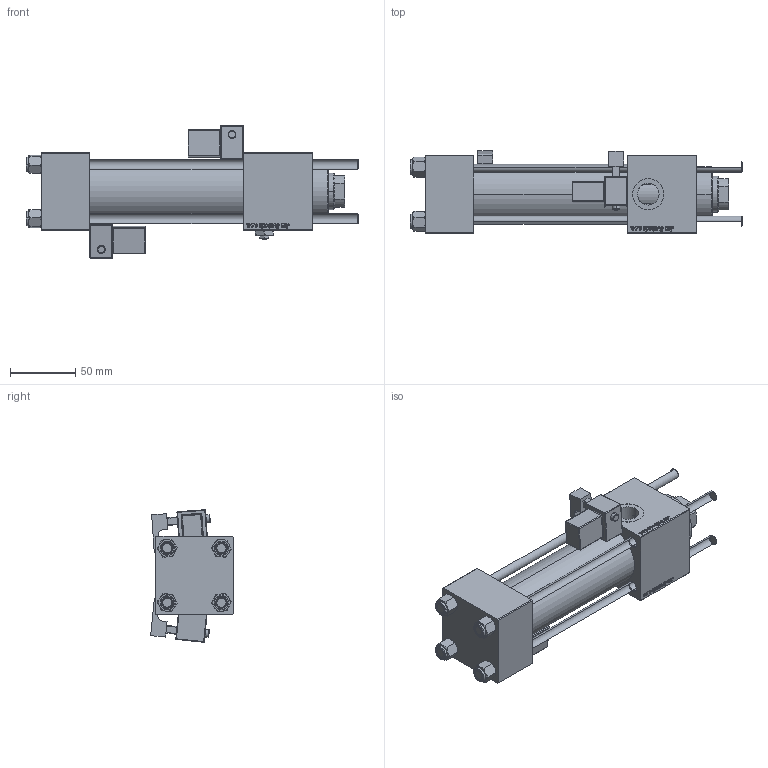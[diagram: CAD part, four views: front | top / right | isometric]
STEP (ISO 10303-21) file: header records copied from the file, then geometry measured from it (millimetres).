
FILE_DESCRIPTION (( 'STEP AP203' ), '1' );
FILE_NAME ('05bf.STEP', '2022-04-14T10:50:32', ( '' ), ( '' ), 'SwSTEP 2.0', 'SolidWorks 2019', '' );
FILE_SCHEMA (( 'CONFIG_CONTROL_DESIGN' ));
Length unit declared in the file: millimetre
Products named in the file (8): V215CR_B_TYCINKA 8073515db6596c0de12dfb6f07a9224b; NUT_M5_B 8073515db6596c0de12dfb6f07a9224b; V215CR_MSU 8073515db6596c0de12dfb6f07a9224b; 05bf; V215CR_B-1 8073515db6596c0de12dfb6f07a9224b; V215_VC_A 8073515db6596c0de12dfb6f07a9224b; Zatka_pro_OIL_PORT 8073515db6596c0de12dfb6f07a9224b; V215CR_VCP_B 8073515db6596c0de12dfb6f07a9224b
Assembly tree (14 placements, depth 2):
  05bf
    V215CR_B-1 8073515db6596c0de12dfb6f07a9224b
    V215CR_VCP_B 8073515db6596c0de12dfb6f07a9224b
    NUT_M5_B 8073515db6596c0de12dfb6f07a9224b  x4
    V215CR_B_TYCINKA 8073515db6596c0de12dfb6f07a9224b  x4
    V215_VC_A 8073515db6596c0de12dfb6f07a9224b
    V215CR_MSU 8073515db6596c0de12dfb6f07a9224b  x2
    Zatka_pro_OIL_PORT 8073515db6596c0de12dfb6f07a9224b
Bounding box: 255 x 63.58 x 101.73 mm (x, y, z)
Volume: 495490.1 mm3; surface area: 148034.9 mm2
Topology: 10 solids, 14 shells, 1363 faces, 3424 edges, 2175 vertices
Faces by surface type: plane 516, bspline 504, cone 156, cylinder 143, sphere 24, torus 20
Entity records: 60925 total; most frequent: CARTESIAN_POINT 34988, ORIENTED_EDGE 5958, DIRECTION 3545, EDGE_CURVE 2979, VERTEX_POINT 1935, VECTOR 1589, LINE 1589, EDGE_LOOP 1302
